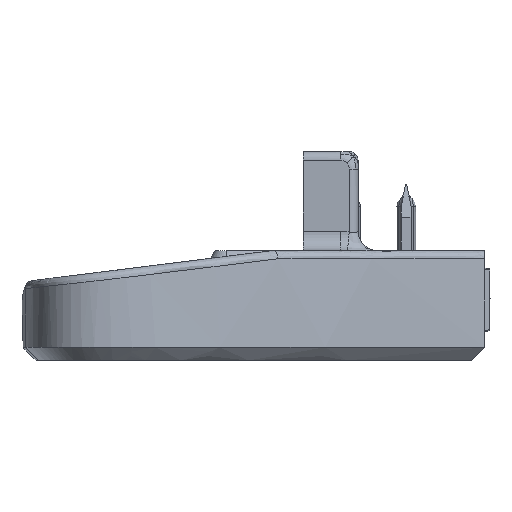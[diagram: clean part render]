
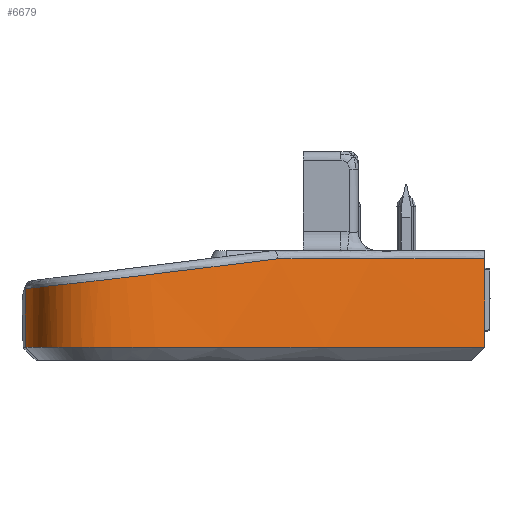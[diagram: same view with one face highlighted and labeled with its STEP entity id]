
A CAD part, left-side view. The second image highlights one B-rep face of the part: STEP entity #6679.
In plain terms, the highlighted free-form (B-spline) face has degree [3, 1] with [16, 2] control points.
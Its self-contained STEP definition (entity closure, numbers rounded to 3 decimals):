
#471=LINE('',#18365,#806);
#806=VECTOR('',#8257,7.307);
#1301=FACE_OUTER_BOUND('',#1700,.T.);
#1700=EDGE_LOOP('',(#5968,#5969,#5970,#5971,#5972));
#2081=B_SPLINE_CURVE_WITH_KNOTS('',3,(#11548,#11549,#11550,#11551,#11552,
#11553),.UNSPECIFIED.,.F.,.F.,(4,2,4),(0.12,0.508,0.925),
 .UNSPECIFIED.);
#2190=B_SPLINE_CURVE_WITH_KNOTS('',3,(#13428,#13429,#13430,#13431,#13432),
 .UNSPECIFIED.,.F.,.F.,(4,1,4),(3.028,4.013,5.278),
 .UNSPECIFIED.);
#2372=B_SPLINE_CURVE_WITH_KNOTS('',3,(#18317,#18318,#18319,#18320,#18321,
#18322,#18323,#18324,#18325,#18326,#18327,#18328,#18329,#18330),
 .UNSPECIFIED.,.F.,.F.,(4,1,1,1,1,1,1,1,1,1,1,4),(0.,0.436,
0.654,0.762,0.871,1.089,1.307,
1.525,1.743,2.178,2.614,3.044),
 .UNSPECIFIED.);
#2373=B_SPLINE_CURVE_WITH_KNOTS('',3,(#18366,#18367,#18368,#18369,#18370,
#18371,#18372,#18373,#18374,#18375,#18376),.UNSPECIFIED.,.F.,.F.,(4,1,1,
1,1,1,1,1,4),(218.354,218.497,218.639,218.781,
218.923,218.994,219.065,219.207,219.349),
 .UNSPECIFIED.);
#2643=VERTEX_POINT('',#11533);
#2645=VERTEX_POINT('',#11547);
#2777=VERTEX_POINT('',#13387);
#3020=VERTEX_POINT('',#18228);
#3022=VERTEX_POINT('',#18364);
#3398=EDGE_CURVE('',#2645,#2643,#2081,.T.);
#3593=EDGE_CURVE('',#2777,#2643,#2190,.T.);
#4023=EDGE_CURVE('',#3020,#2777,#2372,.T.);
#4024=EDGE_CURVE('',#3022,#3020,#471,.T.);
#4025=EDGE_CURVE('',#2645,#3022,#2373,.T.);
#5968=ORIENTED_EDGE('',*,*,#3593,.F.);
#5969=ORIENTED_EDGE('',*,*,#4023,.F.);
#5970=ORIENTED_EDGE('',*,*,#4024,.F.);
#5971=ORIENTED_EDGE('',*,*,#4025,.F.);
#5972=ORIENTED_EDGE('',*,*,#3398,.T.);
#6307=B_SPLINE_SURFACE_WITH_KNOTS('',3,1,((#18332,#18333),(#18334,#18335),
(#18336,#18337),(#18338,#18339),(#18340,#18341),(#18342,#18343),(#18344,
#18345),(#18346,#18347),(#18348,#18349),(#18350,#18351),(#18352,#18353),
(#18354,#18355),(#18356,#18357),(#18358,#18359),(#18360,#18361),(#18362,
#18363)),.UNSPECIFIED.,.F.,.F.,.F.,(4,3,3,3,3,4),(2,2),(-219.349,
-219.099,-218.941,-218.772,-218.458,
-218.349),(0.,1.015),.UNSPECIFIED.);
#6679=ADVANCED_FACE('',(#1301),#6307,.T.);
#8257=DIRECTION('',(0.,0.,1.));
#11533=CARTESIAN_POINT('',(-12.736,-39.5,11.25));
#11547=CARTESIAN_POINT('',(-12.736,-39.5,3.2));
#11548=CARTESIAN_POINT('Ctrl Pts',(-12.736,-39.5,3.2));
#11549=CARTESIAN_POINT('Ctrl Pts',(-12.736,-39.5,4.492));
#11550=CARTESIAN_POINT('Ctrl Pts',(-12.736,-39.5,5.785));
#11551=CARTESIAN_POINT('Ctrl Pts',(-12.736,-39.5,8.468));
#11552=CARTESIAN_POINT('Ctrl Pts',(-12.736,-39.5,9.859));
#11553=CARTESIAN_POINT('Ctrl Pts',(-12.736,-39.5,11.25));
#13387=CARTESIAN_POINT('',(-25.201,-20.713,11.25));
#13428=CARTESIAN_POINT('Ctrl Pts',(-25.201,-20.713,
11.25));
#13429=CARTESIAN_POINT('Ctrl Pts',(-23.554,-23.572,
11.25));
#13430=CARTESIAN_POINT('Ctrl Pts',(-19.537,-29.925,
11.25));
#13431=CARTESIAN_POINT('Ctrl Pts',(-15.215,-36.081,
11.25));
#13432=CARTESIAN_POINT('Ctrl Pts',(-12.736,-39.5,
11.25));
#18228=CARTESIAN_POINT('',(-20.189,2.249,8.52));
#18317=CARTESIAN_POINT('Ctrl Pts',(-20.189,2.249,8.52));
#18318=CARTESIAN_POINT('Ctrl Pts',(-21.636,2.122,8.536));
#18319=CARTESIAN_POINT('Ctrl Pts',(-23.825,1.942,8.559));
#18320=CARTESIAN_POINT('Ctrl Pts',(-26.44,1.315,8.634));
#18321=CARTESIAN_POINT('Ctrl Pts',(-27.895,0.686,
8.706));
#18322=CARTESIAN_POINT('Ctrl Pts',(-29.285,-0.17,
8.802));
#18323=CARTESIAN_POINT('Ctrl Pts',(-30.678,-1.844,
8.98));
#18324=CARTESIAN_POINT('Ctrl Pts',(-31.243,-4.28,9.249));
#18325=CARTESIAN_POINT('Ctrl Pts',(-31.121,-6.595,9.519));
#18326=CARTESIAN_POINT('Ctrl Pts',(-30.492,-9.545,
9.872));
#18327=CARTESIAN_POINT('Ctrl Pts',(-29.199,-13.004,
10.296));
#18328=CARTESIAN_POINT('Ctrl Pts',(-27.316,-16.935,
10.781));
#18329=CARTESIAN_POINT('Ctrl Pts',(-25.917,-19.469,
11.096));
#18330=CARTESIAN_POINT('Ctrl Pts',(-25.201,-20.713,
11.25));
#18332=CARTESIAN_POINT('Ctrl Pts',(-20.189,2.249,2.));
#18333=CARTESIAN_POINT('Ctrl Pts',(-20.189,2.249,12.154));
#18334=CARTESIAN_POINT('Ctrl Pts',(-22.664,2.032,2.));
#18335=CARTESIAN_POINT('Ctrl Pts',(-22.664,2.032,12.154));
#18336=CARTESIAN_POINT('Ctrl Pts',(-25.214,1.839,2.));
#18337=CARTESIAN_POINT('Ctrl Pts',(-25.214,1.839,12.154));
#18338=CARTESIAN_POINT('Ctrl Pts',(-27.325,0.925,2.));
#18339=CARTESIAN_POINT('Ctrl Pts',(-27.325,0.925,12.154));
#18340=CARTESIAN_POINT('Ctrl Pts',(-28.666,0.344,
2.));
#18341=CARTESIAN_POINT('Ctrl Pts',(-28.666,0.344,
12.154));
#18342=CARTESIAN_POINT('Ctrl Pts',(-29.851,-0.585,
2.));
#18343=CARTESIAN_POINT('Ctrl Pts',(-29.851,-0.585,
12.154));
#18344=CARTESIAN_POINT('Ctrl Pts',(-30.526,-1.983,2.));
#18345=CARTESIAN_POINT('Ctrl Pts',(-30.526,-1.983,12.154));
#18346=CARTESIAN_POINT('Ctrl Pts',(-31.244,-3.471,
2.));
#18347=CARTESIAN_POINT('Ctrl Pts',(-31.244,-3.471,
12.154));
#18348=CARTESIAN_POINT('Ctrl Pts',(-31.366,-5.383,
2.));
#18349=CARTESIAN_POINT('Ctrl Pts',(-31.366,-5.383,
12.154));
#18350=CARTESIAN_POINT('Ctrl Pts',(-30.85,-7.817,
2.));
#18351=CARTESIAN_POINT('Ctrl Pts',(-30.85,-7.817,
12.154));
#18352=CARTESIAN_POINT('Ctrl Pts',(-29.89,-12.337,
2.));
#18353=CARTESIAN_POINT('Ctrl Pts',(-29.89,-12.337,
12.154));
#18354=CARTESIAN_POINT('Ctrl Pts',(-26.745,-18.823,
2.));
#18355=CARTESIAN_POINT('Ctrl Pts',(-26.745,-18.823,
12.154));
#18356=CARTESIAN_POINT('Ctrl Pts',(-20.267,-28.659,
2.));
#18357=CARTESIAN_POINT('Ctrl Pts',(-20.267,-28.659,
12.154));
#18358=CARTESIAN_POINT('Ctrl Pts',(-18.03,-32.056,
2.));
#18359=CARTESIAN_POINT('Ctrl Pts',(-18.03,-32.056,
12.154));
#18360=CARTESIAN_POINT('Ctrl Pts',(-15.394,-35.849,
2.));
#18361=CARTESIAN_POINT('Ctrl Pts',(-15.394,-35.849,
12.154));
#18362=CARTESIAN_POINT('Ctrl Pts',(-12.309,-40.088,
2.));
#18363=CARTESIAN_POINT('Ctrl Pts',(-12.309,-40.088,
12.154));
#18364=CARTESIAN_POINT('',(-20.189,2.249,3.2));
#18365=CARTESIAN_POINT('',(-20.189,2.249,2.));
#18366=CARTESIAN_POINT('Ctrl Pts',(-12.736,-39.5,3.2));
#18367=CARTESIAN_POINT('Ctrl Pts',(-16.728,-33.994,
3.2));
#18368=CARTESIAN_POINT('Ctrl Pts',(-23.176,-24.513,3.2));
#18369=CARTESIAN_POINT('Ctrl Pts',(-28.908,-14.178,
3.2));
#18370=CARTESIAN_POINT('Ctrl Pts',(-31.376,-7.044,
3.2));
#18371=CARTESIAN_POINT('Ctrl Pts',(-31.197,-2.983,3.2));
#18372=CARTESIAN_POINT('Ctrl Pts',(-29.762,-0.622,
3.2));
#18373=CARTESIAN_POINT('Ctrl Pts',(-27.688,0.972,
3.2));
#18374=CARTESIAN_POINT('Ctrl Pts',(-24.459,1.876,3.2));
#18375=CARTESIAN_POINT('Ctrl Pts',(-21.596,2.126,3.2));
#18376=CARTESIAN_POINT('Ctrl Pts',(-20.189,2.249,3.2));
